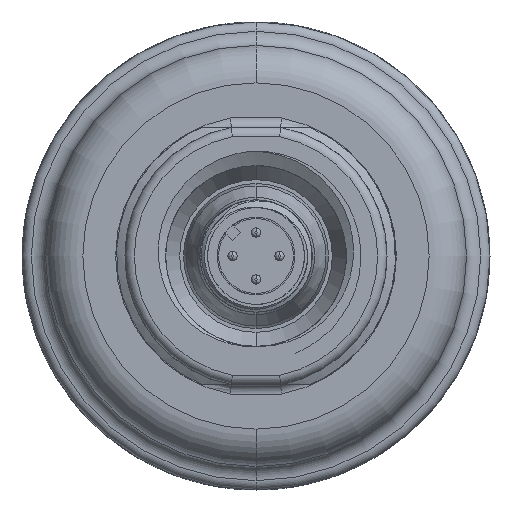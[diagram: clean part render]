
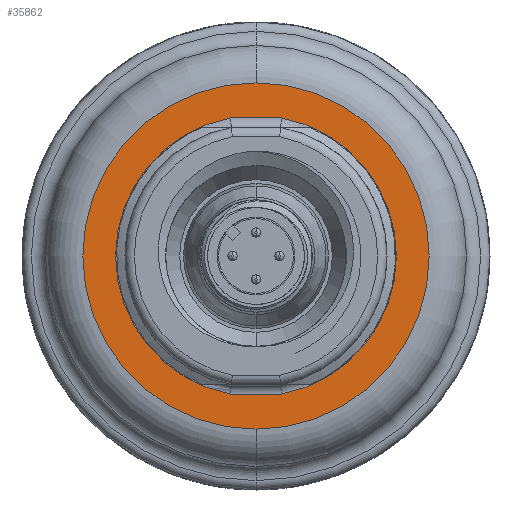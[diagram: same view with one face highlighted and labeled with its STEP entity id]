
A CAD part, front view. The second image highlights one B-rep face of the part: STEP entity #35862.
In plain terms, the highlighted planar face has unit normal (0, -1, 0).
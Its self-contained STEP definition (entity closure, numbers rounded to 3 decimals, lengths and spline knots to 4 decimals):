
#2363=CARTESIAN_POINT('',(0.,-0.1181,0.));
#2364=DIRECTION('',(0.,-1.,0.));
#2365=DIRECTION('',(0.,0.,-1.));
#2366=AXIS2_PLACEMENT_3D('',#2363,#2364,#2365);
#2368=CARTESIAN_POINT('',(0.,-0.1181,0.));
#2369=DIRECTION('',(0.,-1.,0.));
#2370=DIRECTION('',(0.,0.,1.));
#2371=AXIS2_PLACEMENT_3D('',#2368,#2369,#2370);
#2373=CARTESIAN_POINT('',(0.,-0.1181,0.));
#2374=DIRECTION('',(0.,-1.,0.));
#2375=DIRECTION('',(-0.182,0.,0.983));
#2376=AXIS2_PLACEMENT_3D('',#2373,#2374,#2375);
#2378=DIRECTION('',(1.,0.,0.));
#2379=VECTOR('',#2378,0.2147);
#2380=CARTESIAN_POINT('',(-0.1074,-0.1181,
-0.5807));
#2381=LINE('',#2380,#2379);
#2382=CARTESIAN_POINT('',(0.,-0.1181,0.));
#2383=DIRECTION('',(0.,-1.,0.));
#2384=DIRECTION('',(0.182,0.,-0.983));
#2385=AXIS2_PLACEMENT_3D('',#2382,#2383,#2384);
#2387=DIRECTION('',(-1.,0.,0.));
#2388=VECTOR('',#2387,0.2147);
#2389=CARTESIAN_POINT('',(0.1074,-0.1181,
0.5807));
#2390=LINE('',#2389,#2388);
#29566=CARTESIAN_POINT('',(-0.1074,-0.1181,
0.5807));
#29567=CARTESIAN_POINT('',(-0.1074,-0.1181,
-0.5807));
#29568=VERTEX_POINT('',#29566);
#29569=VERTEX_POINT('',#29567);
#29574=CARTESIAN_POINT('',(0.1074,-0.1181,
-0.5807));
#29575=CARTESIAN_POINT('',(0.1074,-0.1181,
0.5807));
#29576=VERTEX_POINT('',#29574);
#29577=VERTEX_POINT('',#29575);
#29918=CARTESIAN_POINT('',(0.,-0.1181,-0.7283));
#29919=CARTESIAN_POINT('',(0.,-0.1181,0.7283));
#29920=VERTEX_POINT('',#29918);
#29921=VERTEX_POINT('',#29919);
#35842=CARTESIAN_POINT('',(0.,-0.1181,0.));
#35843=DIRECTION('',(0.,-1.,0.));
#35844=DIRECTION('',(0.,0.,1.));
#35845=AXIS2_PLACEMENT_3D('',#35842,#35843,#35844);
#35846=PLANE('',#35845);
#35847=ORIENTED_EDGE('',*,*,#35832,.F.);
#35849=ORIENTED_EDGE('',*,*,#35848,.F.);
#35850=EDGE_LOOP('',(#35847,#35849));
#35851=FACE_OUTER_BOUND('',#35850,.F.);
#35853=ORIENTED_EDGE('',*,*,#35852,.T.);
#35855=ORIENTED_EDGE('',*,*,#35854,.T.);
#35857=ORIENTED_EDGE('',*,*,#35856,.T.);
#35859=ORIENTED_EDGE('',*,*,#35858,.T.);
#35860=EDGE_LOOP('',(#35853,#35855,#35857,#35859));
#35861=FACE_BOUND('',#35860,.F.);
#35862=ADVANCED_FACE('',(#35851,#35861),#35846,.T.);
#2367=CIRCLE('',#2366,0.7283);
#2372=CIRCLE('',#2371,0.7283);
#2377=CIRCLE('',#2376,0.5906);
#2386=CIRCLE('',#2385,0.5906);
#35832=EDGE_CURVE('',#29920,#29921,#2367,.T.);
#35848=EDGE_CURVE('',#29921,#29920,#2372,.T.);
#35852=EDGE_CURVE('',#29568,#29569,#2377,.T.);
#35854=EDGE_CURVE('',#29569,#29576,#2381,.T.);
#35856=EDGE_CURVE('',#29576,#29577,#2386,.T.);
#35858=EDGE_CURVE('',#29577,#29568,#2390,.T.);
